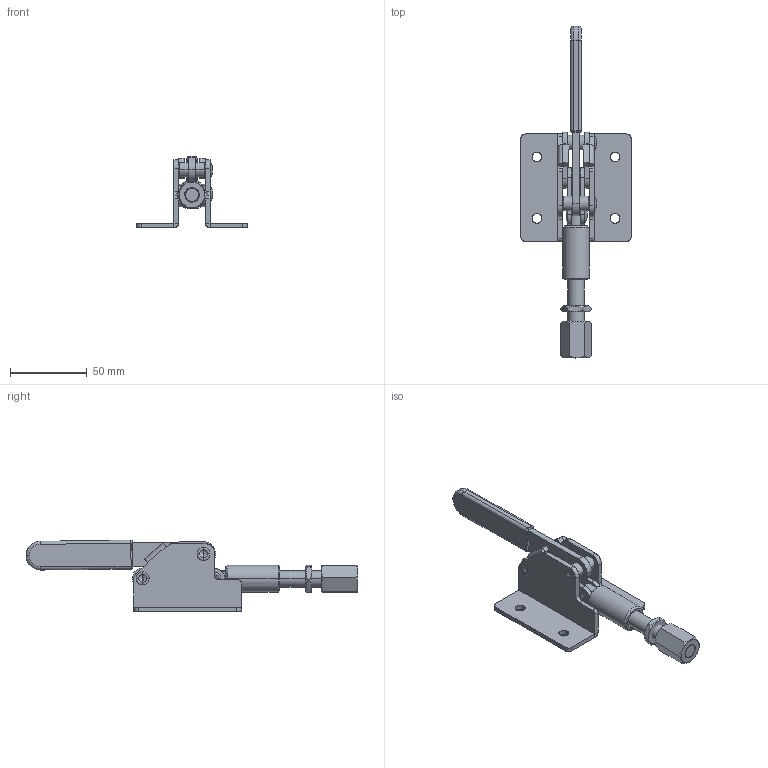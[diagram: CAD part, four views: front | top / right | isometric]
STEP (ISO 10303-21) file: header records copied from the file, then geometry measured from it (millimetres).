
FILE_DESCRIPTION((''),' ');
FILE_NAME('GH-302DM.stp',' ',('stephen'),('BIB design'),' ','ACIS 14.0',' ');
FILE_SCHEMA(('automotive_design'));
Length unit declared in the file: inch
Products named in the file (19): Part_62430; Part_2198; Part_2200; Part_2187; Part_2191; Part_2192; Part_2197; Part_2199; Part_2195; Part_2196; Part_2190; Part_2193; Part_2194; Part_2189; Part_62159; Part_62160; Part_62563; Part_63179; Part_66178
Bounding box: 72 x 216.39 x 46.64 mm (x, y, z)
Volume: 68863.7 mm3; surface area: 46002.4 mm2
Topology: 19 solids, 19 shells, 379 faces, 2768 edges, 2427 vertices
Faces by surface type: revolution 168, bspline 142, cylinder 40, plane 13, cone 8, torus 8
Entity records: 72798 total; most frequent: CARTESIAN_POINT 21923, PRESENTATION_STYLE_ASSIGNMENT 5937, COLOUR_RGB 5937, STYLED_ITEM 5585, ORIENTED_EDGE 5520, DIRECTION 4543, CURVE_STYLE 3112, EDGE_CURVE 2760
